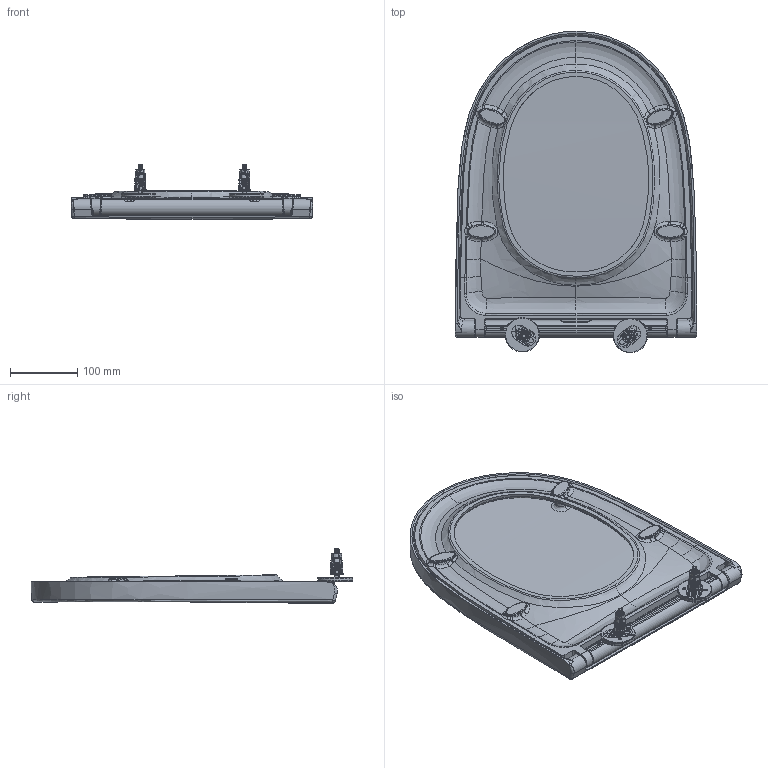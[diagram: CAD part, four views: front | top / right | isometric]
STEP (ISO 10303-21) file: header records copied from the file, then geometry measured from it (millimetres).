
FILE_DESCRIPTION((''),'2;1');
FILE_NAME('A341_ASM_ASM','2017-12-07T',('chenhui'),('Globeunion.com'),'PRO/ENGINEER BY PARAMETRIC TECHNOLOGY CORPORATION, 2011080','PRO/ENGINEER BY PARAMETRIC TECHNOLOGY CORPORATION, 2011080','');
FILE_SCHEMA(('CONFIG_CONTROL_DESIGN'));
Length unit declared in the file: millimetre
Products named in the file (58): 1S341-00-EW_21_AF0; 1C341-00-EW_19_AF0; 1P130-00-0G_3; 1P160-01-AG_3; 1P328-00-OW_2_AF0; 1P350-00-00_2_AF0; 1M154-00-00_2_AF0; 1M234-00-00_2_AF0; 1M234-00-00_2_AF1; 1P329-00-0P_2_AF0; 1P247-A0_3_AF0; 1P248-A0_3_AF0; 1P249-A0_2_AF0; 1P054_3_AF0; 1P054_3_AF1; 1M179_3_AF0; 1P246_3_AF0; 1P134_3_AF0; 1R038_3_AF0; 1R007_3_AF0; SL014_ASM_2_AF0_ASM; 1P247-B0_3_AF0; 1P248-B0_3_AF0; 1P054_3_AF2; 1P054_3_AF3; 1M179_3_AF1; 1R038_3_AF1; 1P134_3_AF1; 1P246_3_AF1; 1R007_3_AF1; 1P249-B0_2_AF0; SR014_ASM_2_AF0_ASM; SS340_ASM_4_AF0_ASM; 1P330-A0-00_2_AF0; 1M234-00-00_2_AF2; 1P331-A0-00_2_AF0; BP024-L_ASM_2_AF0_ASM; 1P330-B0-00_2_AF0; 1P331-B0-00_2_AF0; 1M234-00-00_2_AF3 ...
Assembly tree (68 placements, depth 6):
  A341_ASM_ASM
    A341_ASM_12_AF0_ASM
      1S341-00-EW_21_AF0
      1C341-00-EW_19_AF0
      1P130-00-0G_3  x2
      1P160-01-AG_3  x4
      HINGE-270_ASM_12_AF0_ASM
        1P328-00-OW_2_AF0
        1P350-00-00_2_AF0
        1M154-00-00_2_AF0
        1M234-00-00_2_AF0
        1M234-00-00_2_AF1
        1P329-00-0P_2_AF0
        SS340_ASM_4_AF0_ASM
          SL014_ASM_2_AF0_ASM
            1P247-A0_3_AF0
            1P248-A0_3_AF0
            1P249-A0_2_AF0
            1P054_3_AF0
            1P054_3_AF1
            1M179_3_AF0
            1P246_3_AF0
            1P134_3_AF0
            1R038_3_AF0
            1R007_3_AF0
          SR014_ASM_2_AF0_ASM
            1P247-B0_3_AF0
            1P248-B0_3_AF0
            1P054_3_AF2
            1P054_3_AF3
            1M179_3_AF1
            1R038_3_AF1
            1P134_3_AF1
            1P246_3_AF1
            1R007_3_AF1
            1P249-B0_2_AF0
        BP024_ASM_2_AF0_ASM
          BP024-L_ASM_2_AF0_ASM
            1P330-A0-00_2_AF0
            1M234-00-00_2_AF2
            1P331-A0-00_2_AF0
          BP024-R_ASM_2_AF0_ASM
            1P330-B0-00_2_AF0
            1P331-B0-00_2_AF0
            1M234-00-00_2_AF3
        HT446_ASM_8_AF0_ASM
          1M257-01-00_ASM_1_AF0_ASM
            1M232-00-00_4
            1MAAA-29_7_3_AF0
          1P336-00-00_3
          1M045-00-00_3
          1M231-00-00_3
          1P076-00-0G_3
          1P077-A0-00_3
          1M016-00-00_3
        HT446_ASM_8_AF1_ASM
          1M257-01-00_ASM_1_AF1_ASM
            1M232-00-00_4
            1MAAA-29_7_3_AF1
          1P336-00-00_3
Bounding box: 357.96 x 476.63 x 81.43 mm (x, y, z)
Volume: 1467300.4 mm3; surface area: 623345 mm2
Topology: 26 solids, 26 shells, 2215 faces, 6025 edges, 3894 vertices
Faces by surface type: cylinder 588, bspline 539, plane 518, cone 400, torus 154, extrusion 10, sphere 6
Entity records: 87420 total; most frequent: CARTESIAN_POINT 56109, ORIENTED_EDGE 7230, DIRECTION 5238, EDGE_CURVE 3615, VERTEX_POINT 2305, AXIS2_PLACEMENT_3D 2167, B_SPLINE_CURVE_WITH_KNOTS 1678, EDGE_LOOP 1426
